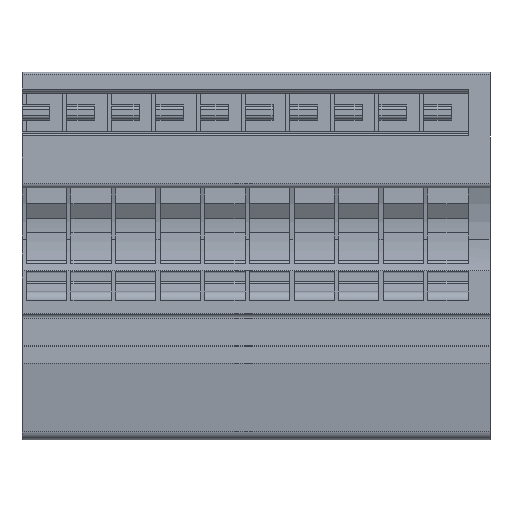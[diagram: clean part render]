
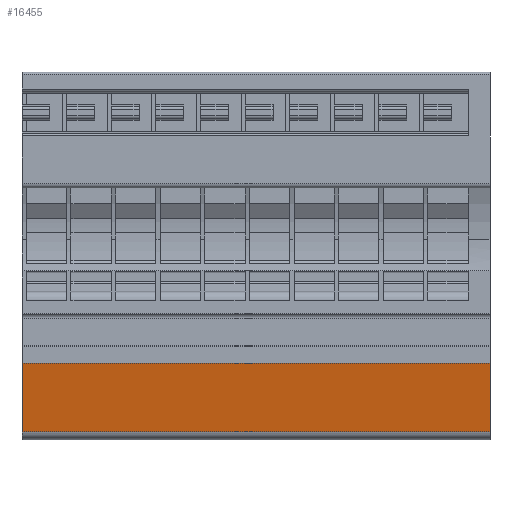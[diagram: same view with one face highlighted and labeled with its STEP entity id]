
A CAD part, front view. The second image highlights one B-rep face of the part: STEP entity #16455.
In plain terms, the highlighted planar face has unit normal (0, -0.985, -0.174).
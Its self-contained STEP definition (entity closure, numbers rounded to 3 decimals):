
#16442=AXIS2_PLACEMENT_3D('Plane Axis2P3D',#16439,#16440,#16441) ;
#3083=CARTESIAN_POINT('Vertex',(0.,3.083,0.909)) ;
#3086=CARTESIAN_POINT('Line Origine',(0.,2.391,4.83)) ;
#3090=CARTESIAN_POINT('Vertex',(0.,1.7,8.751)) ;
#3447=CARTESIAN_POINT('Vertex',(53.5,1.7,8.751)) ;
#3450=CARTESIAN_POINT('Line Origine',(53.5,2.391,4.83)) ;
#3454=CARTESIAN_POINT('Vertex',(53.5,3.083,0.909)) ;
#3653=CARTESIAN_POINT('Line Origine',(53.5,3.083,0.909)) ;
#16439=CARTESIAN_POINT('Axis2P3D Location',(53.5,1.7,8.751)) ;
#16444=CARTESIAN_POINT('Line Origine',(26.75,1.7,8.751)) ;
#3087=DIRECTION('Vector Direction',(0.,0.174,-0.985)) ;
#3451=DIRECTION('Vector Direction',(0.,0.174,-0.985)) ;
#3654=DIRECTION('Vector Direction',(1.,0.,0.)) ;
#16440=DIRECTION('Axis2P3D Direction',(-0.,0.985,0.174)) ;
#16441=DIRECTION('Axis2P3D XDirection',(0.,-0.174,0.985)) ;
#16445=DIRECTION('Vector Direction',(-1.,0.,0.)) ;
#3088=VECTOR('Line Direction',#3087,1.) ;
#3452=VECTOR('Line Direction',#3451,1.) ;
#3655=VECTOR('Line Direction',#3654,1.) ;
#16446=VECTOR('Line Direction',#16445,1.) ;
#16450=ORIENTED_EDGE('',*,*,#3092,.T.) ;
#16451=ORIENTED_EDGE('',*,*,#3657,.F.) ;
#16452=ORIENTED_EDGE('',*,*,#3456,.F.) ;
#16453=ORIENTED_EDGE('',*,*,#16448,.T.) ;
#16455=ADVANCED_FACE('V1',(#16454),#16443,.F.) ;
#3092=EDGE_CURVE('',#3091,#3084,#3089,.T.) ;
#3456=EDGE_CURVE('',#3448,#3455,#3453,.T.) ;
#3657=EDGE_CURVE('',#3455,#3084,#3656,.F.) ;
#16448=EDGE_CURVE('',#3448,#3091,#16447,.T.) ;
#16449=EDGE_LOOP('',(#16450,#16451,#16452,#16453)) ;
#16454=FACE_OUTER_BOUND('',#16449,.T.) ;
#3089=LINE('Line',#3086,#3088) ;
#3453=LINE('Line',#3450,#3452) ;
#3656=LINE('Line',#3653,#3655) ;
#16447=LINE('Line',#16444,#16446) ;
#16443=PLANE('',#16442) ;
#3084=VERTEX_POINT('',#3083) ;
#3091=VERTEX_POINT('',#3090) ;
#3448=VERTEX_POINT('',#3447) ;
#3455=VERTEX_POINT('',#3454) ;
